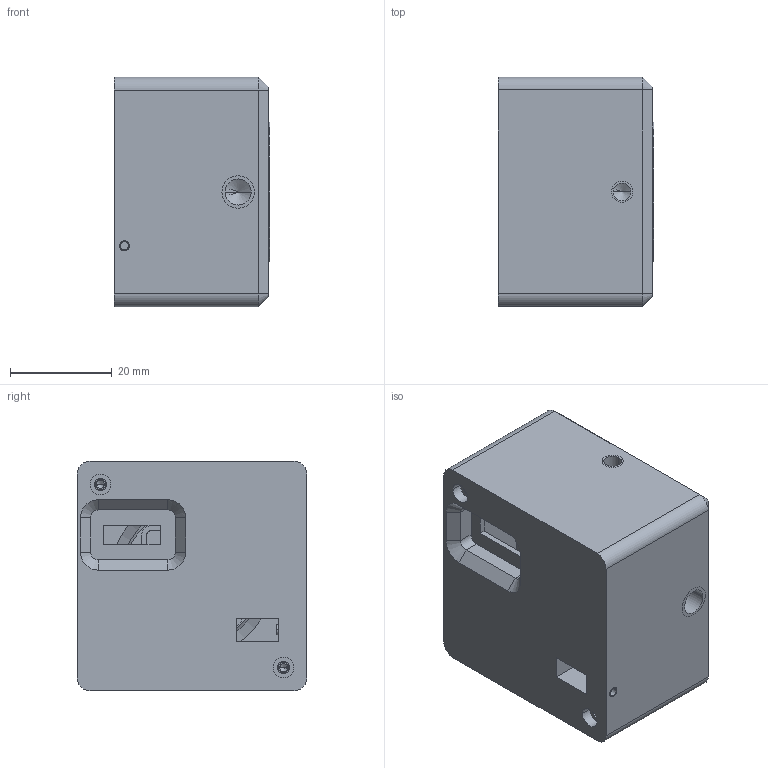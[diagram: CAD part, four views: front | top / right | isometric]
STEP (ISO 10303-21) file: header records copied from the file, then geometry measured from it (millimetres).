
FILE_DESCRIPTION((''),'2;1');
FILE_NAME('105006','2018-01-19T',('zkm'),(''),'PRO/ENGINEER BY PARAMETRIC TECHNOLOGY CORPORATION, 2004110','PRO/ENGINEER BY PARAMETRIC TECHNOLOGY CORPORATION, 2004110','');
FILE_SCHEMA(('CONFIG_CONTROL_DESIGN'));
Length unit declared in the file: millimetre
Products named in the file (1): 105006
Bounding box: 30.5 x 45 x 45 mm (x, y, z)
Volume: 32958.9 mm3; surface area: 20088.6 mm2
Topology: 1 solids, 17 shells, 517 faces, 1362 edges, 886 vertices
Faces by surface type: plane 327, cylinder 140, cone 50
Entity records: 15877 total; most frequent: CARTESIAN_POINT 2830, DIRECTION 2714, ORIENTED_EDGE 2628, EDGE_CURVE 1346, VECTOR 1002, LINE 1002, VERTEX_POINT 886, AXIS2_PLACEMENT_3D 856
